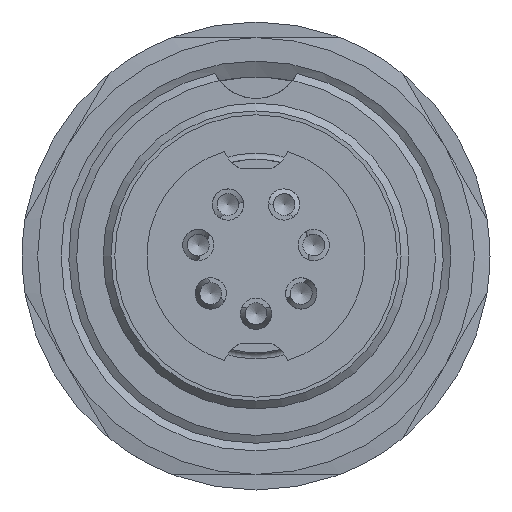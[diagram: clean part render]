
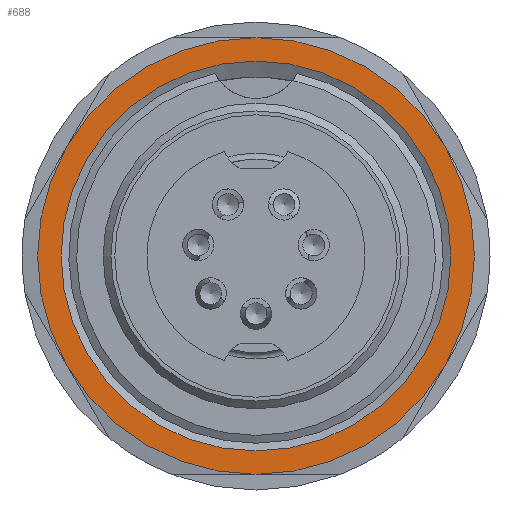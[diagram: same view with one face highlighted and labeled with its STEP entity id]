
A CAD part, left-side view. The second image highlights one B-rep face of the part: STEP entity #688.
In plain terms, the highlighted planar face has unit normal (-1, 0, 0).
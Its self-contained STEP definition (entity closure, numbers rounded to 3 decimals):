
#525=PLANE('',#3302);
#688=ADVANCED_FACE('',(#923,#924),#525,.T.);
#923=FACE_BOUND('',#1162,.T.);
#924=FACE_BOUND('',#1163,.T.);
#1162=EDGE_LOOP('',(#2028));
#1163=EDGE_LOOP('',(#2029,#2030,#2031,#2032,#2033,#2034));
#2028=ORIENTED_EDGE('',*,*,#2796,.T.);
#2029=ORIENTED_EDGE('',*,*,#2797,.T.);
#2030=ORIENTED_EDGE('',*,*,#2798,.T.);
#2031=ORIENTED_EDGE('',*,*,#2799,.T.);
#2032=ORIENTED_EDGE('',*,*,#2800,.T.);
#2033=ORIENTED_EDGE('',*,*,#2801,.T.);
#2034=ORIENTED_EDGE('',*,*,#2802,.T.);
#2429=VERTEX_POINT('',#5984);
#2430=VERTEX_POINT('',#5986);
#2431=VERTEX_POINT('',#5987);
#2432=VERTEX_POINT('',#5989);
#2433=VERTEX_POINT('',#5991);
#2434=VERTEX_POINT('',#5993);
#2435=VERTEX_POINT('',#5995);
#2796=EDGE_CURVE('',#2429,#2429,#2985,.T.);
#2797=EDGE_CURVE('',#2430,#2431,#2986,.T.);
#2798=EDGE_CURVE('',#2431,#2432,#2987,.T.);
#2799=EDGE_CURVE('',#2432,#2433,#2988,.T.);
#2800=EDGE_CURVE('',#2433,#2434,#2989,.T.);
#2801=EDGE_CURVE('',#2434,#2435,#2990,.T.);
#2802=EDGE_CURVE('',#2435,#2430,#2991,.T.);
#2985=CIRCLE('',#3295,6.249);
#2986=CIRCLE('',#3296,7.);
#2987=CIRCLE('',#3297,7.);
#2988=CIRCLE('',#3298,7.);
#2989=CIRCLE('',#3299,7.);
#2990=CIRCLE('',#3300,7.);
#2991=CIRCLE('',#3301,7.);
#3295=AXIS2_PLACEMENT_3D('',#5983,#4006,#4007);
#3296=AXIS2_PLACEMENT_3D('',#5985,#4008,#4009);
#3297=AXIS2_PLACEMENT_3D('',#5988,#4010,#4011);
#3298=AXIS2_PLACEMENT_3D('',#5990,#4012,#4013);
#3299=AXIS2_PLACEMENT_3D('',#5992,#4014,#4015);
#3300=AXIS2_PLACEMENT_3D('',#5994,#4016,#4017);
#3301=AXIS2_PLACEMENT_3D('',#5996,#4018,#4019);
#3302=AXIS2_PLACEMENT_3D('',#5997,#4020,#4021);
#4006=DIRECTION('',(1.,0.,0.));
#4007=DIRECTION('',(0.,0.,1.));
#4008=DIRECTION('',(-1.,0.,0.));
#4009=DIRECTION('',(0.,0.,1.));
#4010=DIRECTION('',(-1.,0.,0.));
#4011=DIRECTION('',(0.,0.,1.));
#4012=DIRECTION('',(-1.,0.,0.));
#4013=DIRECTION('',(0.,0.,1.));
#4014=DIRECTION('',(-1.,0.,0.));
#4015=DIRECTION('',(0.,0.,1.));
#4016=DIRECTION('',(-1.,0.,0.));
#4017=DIRECTION('',(0.,0.,1.));
#4018=DIRECTION('',(-1.,0.,0.));
#4019=DIRECTION('',(0.,0.,1.));
#4020=DIRECTION('',(-1.,0.,0.));
#4021=DIRECTION('',(0.,0.,1.));
#5983=CARTESIAN_POINT('',(2.8,0.,0.));
#5984=CARTESIAN_POINT('',(2.8,0.,6.249));
#5985=CARTESIAN_POINT('',(2.8,0.,0.));
#5986=CARTESIAN_POINT('',(2.8,6.062,3.5));
#5987=CARTESIAN_POINT('',(2.8,6.062,-3.5));
#5988=CARTESIAN_POINT('',(2.8,0.,0.));
#5989=CARTESIAN_POINT('',(2.8,0.,-7.));
#5990=CARTESIAN_POINT('',(2.8,0.,0.));
#5991=CARTESIAN_POINT('',(2.8,-6.062,-3.5));
#5992=CARTESIAN_POINT('',(2.8,0.,0.));
#5993=CARTESIAN_POINT('',(2.8,-6.062,3.5));
#5994=CARTESIAN_POINT('',(2.8,0.,0.));
#5995=CARTESIAN_POINT('',(2.8,0.,7.));
#5996=CARTESIAN_POINT('',(2.8,0.,0.));
#5997=CARTESIAN_POINT('',(2.8,0.,0.));
